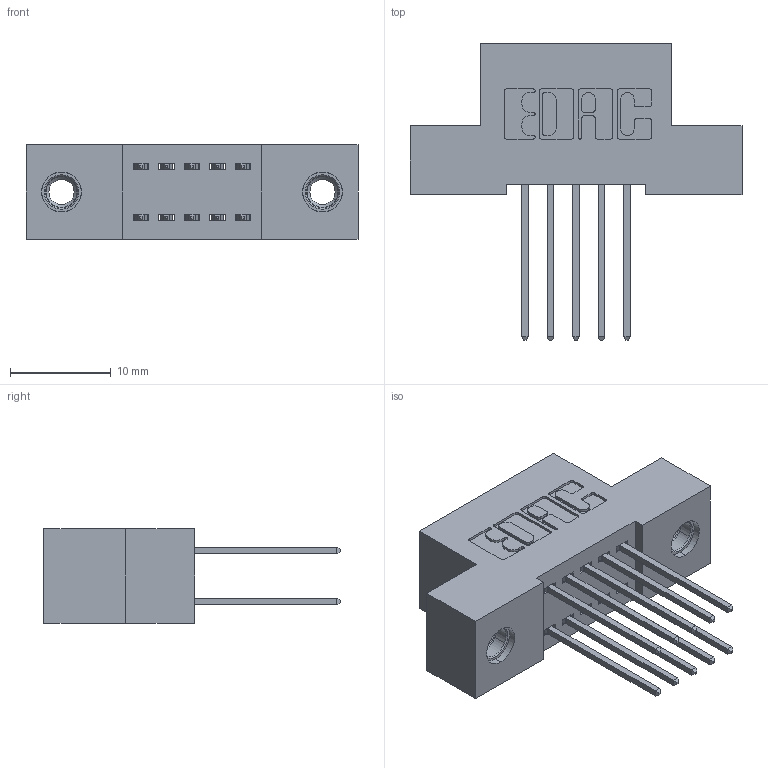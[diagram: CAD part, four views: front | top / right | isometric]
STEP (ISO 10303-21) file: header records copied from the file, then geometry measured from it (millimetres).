
FILE_DESCRIPTION (( 'STEP AP203' ), '1' );
FILE_NAME ('342-010-540-207.STEP', '2019-10-01T14:00:07', ( '' ), ( '' ), 'SwSTEP 2.0', 'SolidWorks 2016', '' );
FILE_SCHEMA (( 'CONFIG_CONTROL_DESIGN' ));
Length unit declared in the file: inch
Products named in the file (4): 342 Part_TI; 345-292-001_345-293-140; 345-250-001_345-250-005-103; 342-010-540-207
Assembly tree (13 placements, depth 2):
  342-010-540-207
    342 Part_TI
    345-292-001_345-293-140  x10
    345-250-001_345-250-005-103  x2
Bounding box: 33.02 x 29.47 x 9.4 mm (x, y, z)
Volume: 2816.9 mm3; surface area: 3867.9 mm2
Topology: 13 solids, 13 shells, 690 faces, 1985 edges, 1302 vertices
Faces by surface type: plane 458, cylinder 216, cone 12, torus 4
Entity records: 9074 total; most frequent: CARTESIAN_POINT 1529, ORIENTED_EDGE 1458, DIRECTION 1403, EDGE_CURVE 729, VECTOR 581, LINE 581, VERTEX_POINT 480, AXIS2_PLACEMENT_3D 411
